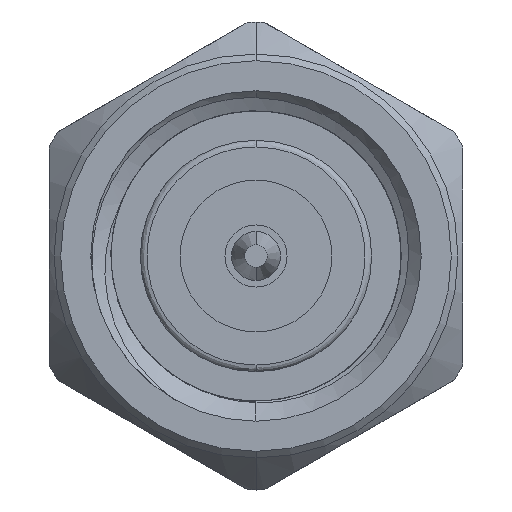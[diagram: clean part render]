
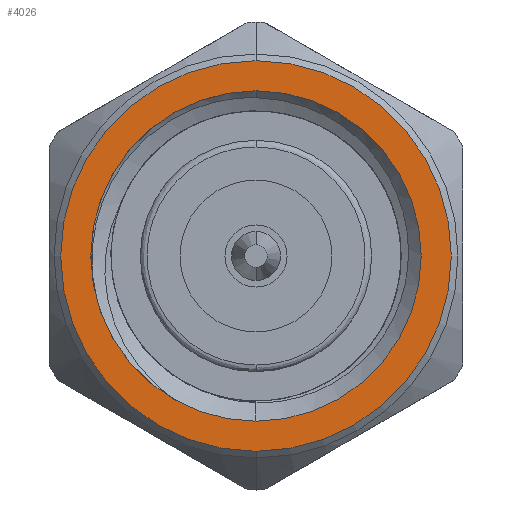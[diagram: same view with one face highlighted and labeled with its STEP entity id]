
A CAD part, left-side view. The second image highlights one B-rep face of the part: STEP entity #4026.
In plain terms, the highlighted planar face has unit normal (-1, 0, 0).
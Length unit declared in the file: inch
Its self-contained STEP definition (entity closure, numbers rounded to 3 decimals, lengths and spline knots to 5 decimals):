
#101 = EDGE_CURVE ( 'NONE', #2298, #6983, #1107, .T. ) ;
#393 = AXIS2_PLACEMENT_3D ( 'NONE', #6126, #5058, #1202 ) ;
#457 = CARTESIAN_POINT ( 'NONE',  ( 0., 0., 0. ) ) ;
#575 = CARTESIAN_POINT ( 'NONE',  ( 0., 0., 0.14779 ) ) ;
#879 = DIRECTION ( 'NONE',  ( 1., 0., 0. ) ) ;
#916 = EDGE_LOOP ( 'NONE', ( #3718, #6073 ) ) ;
#976 = FACE_OUTER_BOUND ( 'NONE', #916, .T. ) ;
#1107 = CIRCLE ( 'NONE', #4762, 0.14779 ) ;
#1202 = DIRECTION ( 'NONE',  ( 0., 0., 1. ) ) ;
#1218 = CIRCLE ( 'NONE', #3389, 0.125 ) ;
#1881 = AXIS2_PLACEMENT_3D ( 'NONE', #2550, #879, #5333 ) ;
#2265 = VERTEX_POINT ( 'NONE', #4432 ) ;
#2298 = VERTEX_POINT ( 'NONE', #6090 ) ;
#2550 = CARTESIAN_POINT ( 'NONE',  ( 0., 0., 0. ) ) ;
#2647 = CARTESIAN_POINT ( 'NONE',  ( 0., 0., 0. ) ) ;
#2804 = FACE_BOUND ( 'NONE', #3842, .T. ) ;
#2988 = EDGE_CURVE ( 'NONE', #6983, #2298, #3167, .T. ) ;
#3124 = CARTESIAN_POINT ( 'NONE',  ( 0., 0., -0.125 ) ) ;
#3167 = CIRCLE ( 'NONE', #1881, 0.14779 ) ;
#3208 = DIRECTION ( 'NONE',  ( 0., 0., -1. ) ) ;
#3389 = AXIS2_PLACEMENT_3D ( 'NONE', #4796, #5951, #3685 ) ;
#3685 = DIRECTION ( 'NONE',  ( 0., 0., 1. ) ) ;
#3718 = ORIENTED_EDGE ( 'NONE', *, *, #101, .F. ) ;
#3842 = EDGE_LOOP ( 'NONE', ( #4964, #6820 ) ) ;
#4026 = ADVANCED_FACE ( 'NONE', ( #976, #2804 ), #6533, .F. ) ;
#4432 = CARTESIAN_POINT ( 'NONE',  ( 0., 0., 0.125 ) ) ;
#4524 = EDGE_CURVE ( 'NONE', #2265, #7227, #5135, .T. ) ;
#4762 = AXIS2_PLACEMENT_3D ( 'NONE', #2647, #6539, #3208 ) ;
#4796 = CARTESIAN_POINT ( 'NONE',  ( 0., 0., 0. ) ) ;
#4964 = ORIENTED_EDGE ( 'NONE', *, *, #4524, .T. ) ;
#5058 = DIRECTION ( 'NONE',  ( 1., 0., 0. ) ) ;
#5135 = CIRCLE ( 'NONE', #393, 0.125 ) ;
#5333 = DIRECTION ( 'NONE',  ( 0., 0., -1. ) ) ;
#5563 = AXIS2_PLACEMENT_3D ( 'NONE', #457, #7161, #6000 ) ;
#5674 = EDGE_CURVE ( 'NONE', #7227, #2265, #1218, .T. ) ;
#5951 = DIRECTION ( 'NONE',  ( 1., 0., 0. ) ) ;
#6000 = DIRECTION ( 'NONE',  ( 0., 0., -1. ) ) ;
#6073 = ORIENTED_EDGE ( 'NONE', *, *, #2988, .F. ) ;
#6090 = CARTESIAN_POINT ( 'NONE',  ( 0., 0., -0.14779 ) ) ;
#6126 = CARTESIAN_POINT ( 'NONE',  ( 0., 0., 0. ) ) ;
#6533 = PLANE ( 'NONE',  #5563 ) ;
#6539 = DIRECTION ( 'NONE',  ( 1., 0., 0. ) ) ;
#6820 = ORIENTED_EDGE ( 'NONE', *, *, #5674, .T. ) ;
#6983 = VERTEX_POINT ( 'NONE', #575 ) ;
#7161 = DIRECTION ( 'NONE',  ( 1., 0., 0. ) ) ;
#7227 = VERTEX_POINT ( 'NONE', #3124 ) ;
